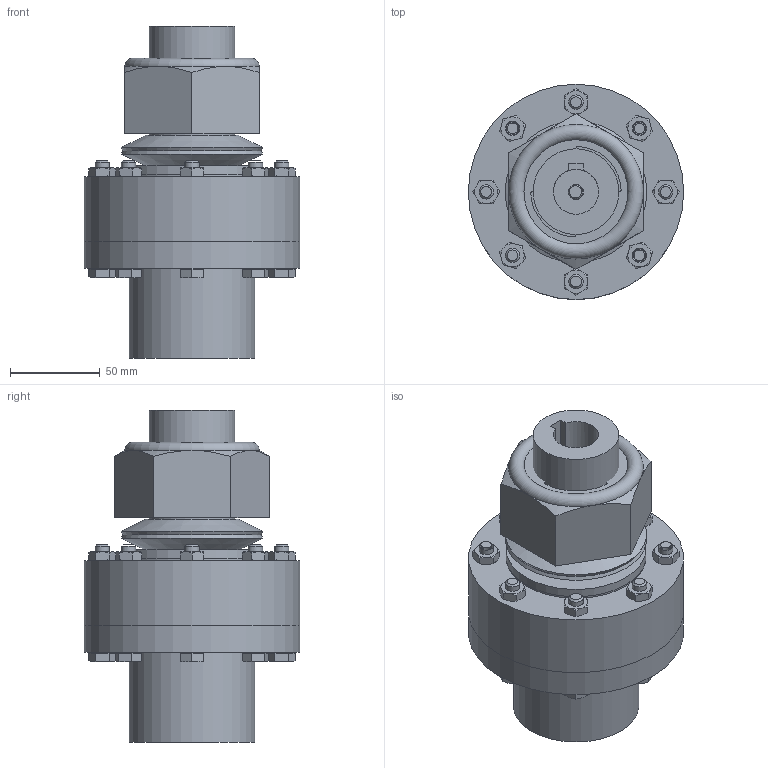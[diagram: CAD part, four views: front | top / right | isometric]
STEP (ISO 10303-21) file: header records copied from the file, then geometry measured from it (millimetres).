
FILE_DESCRIPTION(/* description */ (''),/* implementation_level */ '2;1');
FILE_NAME(/* name */ 'Disengagement coupling.step',/* time_stamp */ '2019-03-14T15:45:34+01:00',/* author */ ('yann.clm'),/* organization */ (''),/* preprocessor_version */ 'ST-DEVELOPER v17.2',/* originating_system */ 'Autodesk Translation Framework v7.6.0.251',/* authorisation */ '');
FILE_SCHEMA (('AUTOMOTIVE_DESIGN { 1 0 10303 214 3 1 1 }'));
Length unit declared in the file: millimetre
Products named in the file (8): Coupling; Shredder side; Motor side;  DIN 960 M8x1x60 01060.080;  DIN 960 M8x1x35 01060.080; _J-8-100_NUT; Tightening system; _N0-00-0204-04800000
Assembly tree (8 placements, depth 3):
  Coupling
    Shredder side
       DIN 960 M8x1x35 01060.080
    Motor side
       DIN 960 M8x1x60 01060.080
       DIN 960 M8x1x35 01060.080
      _J-8-100_NUT
    Tightening system
      _N0-00-0204-04800000
Bounding box: 120 x 120 x 185 mm (x, y, z)
Volume: 956317.5 mm3; surface area: 212120.2 mm2
Topology: 27 solids, 27 shells, 495 faces, 1125 edges, 707 vertices
Faces by surface type: cone 217, plane 207, cylinder 60, torus 11
Full cylindrical faces by diameter (mm): 6.917 x8, 8 x10, 8.5 x18, 20 x2, 25.2 x1, 35.2 x1, 44.752 x1, 47.764 x1, 48 x3, 52 x1, 70 x1, 78 x3, 80 x1, 82 x1, 120 x2
Entity records: 13721 total; most frequent: CARTESIAN_POINT 2872, DIRECTION 2197, ORIENTED_EDGE 2158, EDGE_CURVE 1079, AXIS2_PLACEMENT_3D 939, VERTEX_POINT 678, EDGE_LOOP 561, FACE_OUTER_BOUND 474
